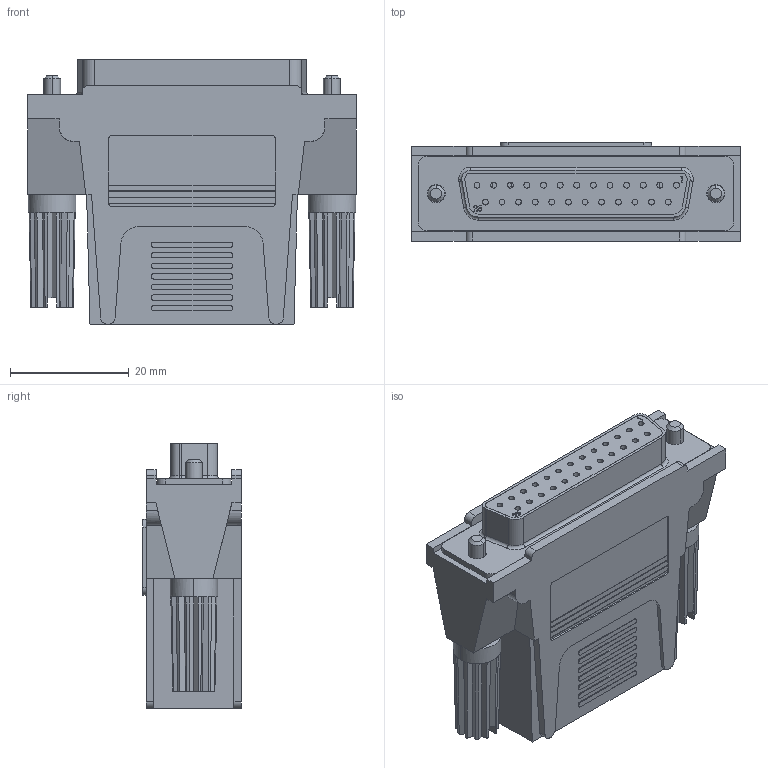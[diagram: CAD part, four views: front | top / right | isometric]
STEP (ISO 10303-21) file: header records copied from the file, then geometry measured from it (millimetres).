
FILE_DESCRIPTION (( 'STEP AP203' ), '1' );
FILE_NAME ('REC258F.STEP', '2006-06-23T20:14:12', ( 'lcom' ), ( 'lcom' ), 'SwSTEP 2.0', 'SolidWorks 2006004', '' );
FILE_SCHEMA (( 'CONFIG_CONTROL_DESIGN' ));
Products named in the file (5): 1AW03-001_SP18865; 3AA07-038; C&P25F; REC258F; REC258-MA1
Assembly tree (5 placements, depth 2):
  REC258F
    C&P25F
    3AA07-038  x2
    REC258-MA1
    1AW03-001_SP18865
Bounding box: 55.22 x 16.64 x 44.5 mm (x, y, z)
Volume: 22518 mm3; surface area: 16852.2 mm2
Topology: 5 solids, 5 shells, 1226 faces, 3215 edges, 2127 vertices
Faces by surface type: plane 659, cylinder 288, bspline 255, torus 20, cone 4
Entity records: 54157 total; most frequent: CARTESIAN_POINT 25511, ORIENTED_EDGE 6134, DIRECTION 5156, EDGE_CURVE 3067, VECTOR 2068, LINE 2068, VERTEX_POINT 2029, AXIS2_PLACEMENT_3D 1544
